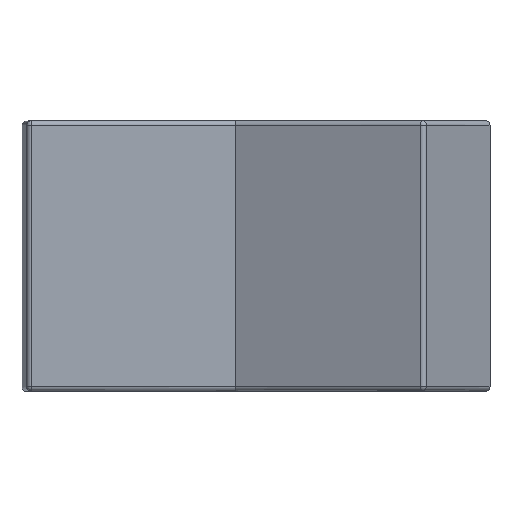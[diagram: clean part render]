
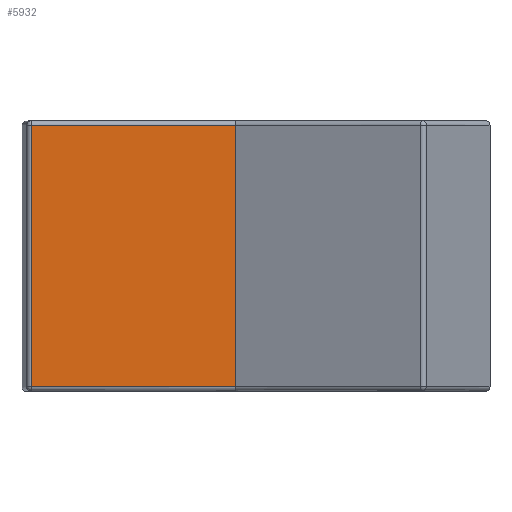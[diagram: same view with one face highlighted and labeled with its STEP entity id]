
A CAD part, top view. The second image highlights one B-rep face of the part: STEP entity #5932.
In plain terms, the highlighted planar face has unit normal (0, 0, 1).
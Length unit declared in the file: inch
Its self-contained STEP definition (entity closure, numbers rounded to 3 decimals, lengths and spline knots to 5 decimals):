
#374=FACE_OUTER_BOUND('',#739,.T.);
#739=EDGE_LOOP('',(#4245,#4246,#4247,#4248));
#1149=LINE('',#9384,#1681);
#1151=LINE('',#9388,#1683);
#1154=LINE('',#9394,#1686);
#1165=LINE('',#9420,#1697);
#1681=VECTOR('',#7302,0.3937);
#1683=VECTOR('',#7306,0.3937);
#1686=VECTOR('',#7313,0.3937);
#1697=VECTOR('',#7342,0.3937);
#2526=VERTEX_POINT('',#9351);
#2533=VERTEX_POINT('',#9367);
#2534=VERTEX_POINT('',#9371);
#2539=VERTEX_POINT('',#9387);
#3159=EDGE_CURVE('',#2534,#2533,#1149,.T.);
#3161=EDGE_CURVE('',#2539,#2534,#1151,.T.);
#3165=EDGE_CURVE('',#2533,#2526,#1154,.T.);
#3179=EDGE_CURVE('',#2526,#2539,#1165,.T.);
#4245=ORIENTED_EDGE('',*,*,#3165,.F.);
#4246=ORIENTED_EDGE('',*,*,#3159,.F.);
#4247=ORIENTED_EDGE('',*,*,#3161,.F.);
#4248=ORIENTED_EDGE('',*,*,#3179,.F.);
#5717=PLANE('',#6387);
#5932=ADVANCED_FACE('',(#374),#5717,.T.);
#6387=AXIS2_PLACEMENT_3D('',#9419,#7340,#7341);
#7302=DIRECTION('',(0.,1.,0.));
#7306=DIRECTION('',(-1.,0.,0.));
#7313=DIRECTION('',(1.,0.,0.));
#7340=DIRECTION('center_axis',(0.,0.,
1.));
#7341=DIRECTION('ref_axis',(0.,-1.,0.));
#7342=DIRECTION('',(0.,-1.,0.));
#9351=CARTESIAN_POINT('',(-0.0549,0.2876,0.84369));
#9367=CARTESIAN_POINT('',(-0.50448,0.2876,0.84369));
#9371=CARTESIAN_POINT('',(-0.50448,-0.2876,0.84369));
#9384=CARTESIAN_POINT('',(-0.50448,0.,0.84369));
#9387=CARTESIAN_POINT('',(-0.0549,-0.2876,0.84369));
#9388=CARTESIAN_POINT('',(-0.27292,-0.2876,0.84369));
#9394=CARTESIAN_POINT('',(-0.27292,0.2876,0.84369));
#9419=CARTESIAN_POINT('Origin',(-0.51401,0.,
0.84369));
#9420=CARTESIAN_POINT('',(-0.0549,0.,0.84369));
